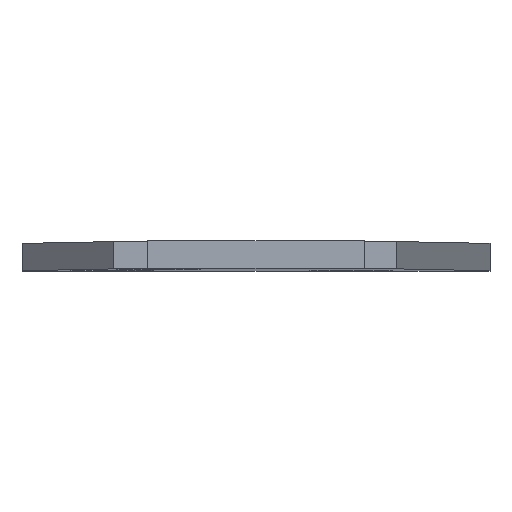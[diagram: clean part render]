
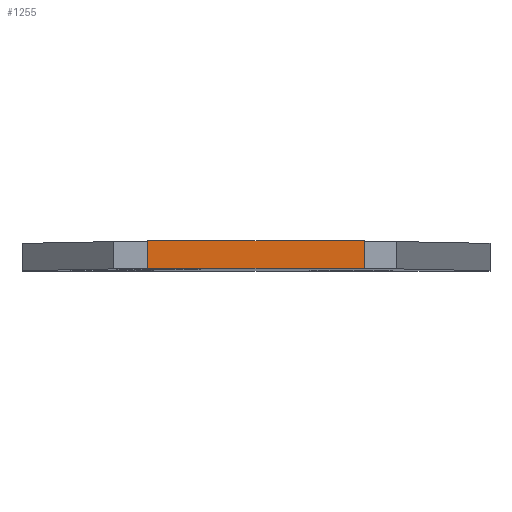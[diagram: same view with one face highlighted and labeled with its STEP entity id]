
A CAD part, top view. The second image highlights one B-rep face of the part: STEP entity #1255.
In plain terms, the highlighted planar face has unit normal (0, 0, 1).
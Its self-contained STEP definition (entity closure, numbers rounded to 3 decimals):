
#859=CARTESIAN_POINT('Vertex',(7.938,0.,128.829)) ;
#862=CARTESIAN_POINT('Line Origine',(0.,0.,128.829)) ;
#866=CARTESIAN_POINT('Vertex',(-7.938,0.,128.829)) ;
#1011=CARTESIAN_POINT('Vertex',(-7.938,2.,128.829)) ;
#1014=CARTESIAN_POINT('Line Origine',(0.,2.,128.829)) ;
#1018=CARTESIAN_POINT('Vertex',(7.938,2.,128.829)) ;
#1113=CARTESIAN_POINT('Line Origine',(7.938,1.,128.829)) ;
#1135=CARTESIAN_POINT('Line Origine',(-7.938,1.,128.829)) ;
#1244=CARTESIAN_POINT('Axis2P3D Location',(-10.109,2.,128.829)) ;
#864=VECTOR('Line Direction',#863,1.) ;
#1016=VECTOR('Line Direction',#1015,1.) ;
#1115=VECTOR('Line Direction',#1114,1.) ;
#1137=VECTOR('Line Direction',#1136,1.) ;
#863=DIRECTION('Vector Direction',(1.,0.,0.)) ;
#1015=DIRECTION('Vector Direction',(1.,0.,0.)) ;
#1114=DIRECTION('Vector Direction',(0.,-1.,0.)) ;
#1136=DIRECTION('Vector Direction',(0.,-1.,0.)) ;
#1245=DIRECTION('Axis2P3D Direction',(0.,0.,-1.)) ;
#1246=DIRECTION('Axis2P3D XDirection',(1.,0.,0.)) ;
#1247=AXIS2_PLACEMENT_3D('Plane Axis2P3D',#1244,#1245,#1246) ;
#865=LINE('Line',#862,#864) ;
#1017=LINE('Line',#1014,#1016) ;
#1116=LINE('Line',#1113,#1115) ;
#1138=LINE('Line',#1135,#1137) ;
#1248=PLANE('',#1247) ;
#868=EDGE_CURVE('',#860,#867,#865,.F.) ;
#1020=EDGE_CURVE('',#1019,#1012,#1017,.F.) ;
#1117=EDGE_CURVE('',#1019,#860,#1116,.T.) ;
#1139=EDGE_CURVE('',#1012,#867,#1138,.T.) ;
#1250=ORIENTED_EDGE('',*,*,#868,.F.) ;
#1251=ORIENTED_EDGE('',*,*,#1117,.F.) ;
#1252=ORIENTED_EDGE('',*,*,#1020,.T.) ;
#1253=ORIENTED_EDGE('',*,*,#1139,.T.) ;
#1249=EDGE_LOOP('',(#1250,#1251,#1252,#1253)) ;
#860=VERTEX_POINT('',#859) ;
#867=VERTEX_POINT('',#866) ;
#1012=VERTEX_POINT('',#1011) ;
#1019=VERTEX_POINT('',#1018) ;
#1255=ADVANCED_FACE('PartBody',(#1254),#1248,.F.) ;
#1254=FACE_OUTER_BOUND('',#1249,.T.) ;
